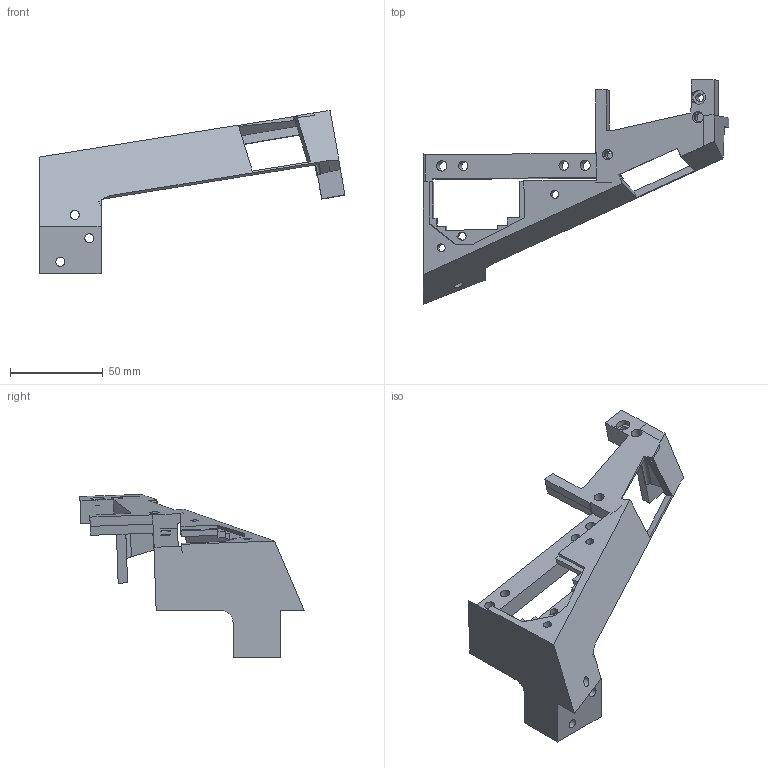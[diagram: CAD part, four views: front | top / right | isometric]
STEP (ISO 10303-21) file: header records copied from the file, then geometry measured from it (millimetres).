
FILE_DESCRIPTION(/* description */ (''),/* implementation_level */ '2;1');
FILE_NAME(/* name */ 'Left Console - Left Aux Spacer-MS-xbar-new v1.step',/* time_stamp */ '2021-07-08T16:03:35+10:00',/* author */ (''),/* organization */ (''),/* preprocessor_version */ 'ST-DEVELOPER v18.1',/* originating_system */ 'Autodesk Translation Framework v10.9.0.1377',/* authorisation */ '');
FILE_SCHEMA (('AUTOMOTIVE_DESIGN { 1 0 10303 214 3 1 1 }'));
Length unit declared in the file: millimetre
Products named in the file (2): Left Console - Left Aux Spacer-MS-xbar-new; Chamfer2 (6)
Assembly tree (1 placements, depth 2):
  Left Console - Left Aux Spacer-MS-xbar-new
    Chamfer2 (6)
Bounding box: 165.15 x 121.19 x 88.18 mm (x, y, z)
Volume: 72960.5 mm3; surface area: 34225.1 mm2
Topology: 1 solids, 1 shells, 161 faces, 462 edges, 298 vertices
Faces by surface type: plane 115, cylinder 40, sphere 5, bspline 1
Full cylindrical faces by diameter (mm): 4.2 x1, 4.27 x1, 4.305 x2, 4.903 x1, 4.915 x3, 5.186 x1, 5.195 x1, 5.5 x1, 5.6 x2, 5.994 x1, 7.5 x1
Entity records: 5384 total; most frequent: CARTESIAN_POINT 1005, ORIENTED_EDGE 922, DIRECTION 872, EDGE_CURVE 461, LINE 358, VECTOR 358, VERTEX_POINT 298, AXIS2_PLACEMENT_3D 257
